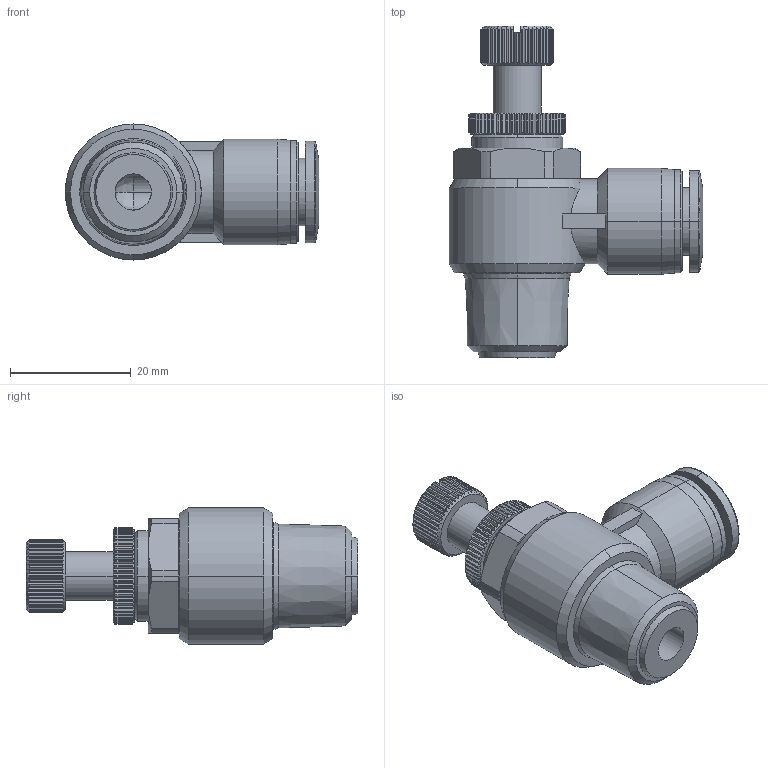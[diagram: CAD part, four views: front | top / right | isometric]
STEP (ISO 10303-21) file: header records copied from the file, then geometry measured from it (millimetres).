
FILE_DESCRIPTION (( 'STEP AP214' ), '1' );
FILE_NAME ('FVR38-38N.step', '2016-02-24T20:36:06', ( '' ), ( '' ), 'SwSTEP 2.0', 'SolidWorks 2015', '' );
FILE_SCHEMA (( 'AUTOMOTIVE_DESIGN' ));
Length unit declared in the file: inch
Products named in the file (1): FVR38-38N
Bounding box: 41.95 x 54.9 x 22.5 mm (x, y, z)
Volume: 14678.2 mm3; surface area: 6437.5 mm2
Topology: 1 solids, 1 shells, 558 faces, 1364 edges, 817 vertices
Faces by surface type: plane 252, cone 155, cylinder 143, bspline 8
Entity records: 24060 total; most frequent: CARTESIAN_POINT 4316, ORIENTED_EDGE 2724, DIRECTION 2480, EDGE_CURVE 1362, AXIS2_PLACEMENT_3D 1027, VERTEX_POINT 817, EDGE_LOOP 571, UNCERTAINTY_MEASURE_WITH_UNIT 561
